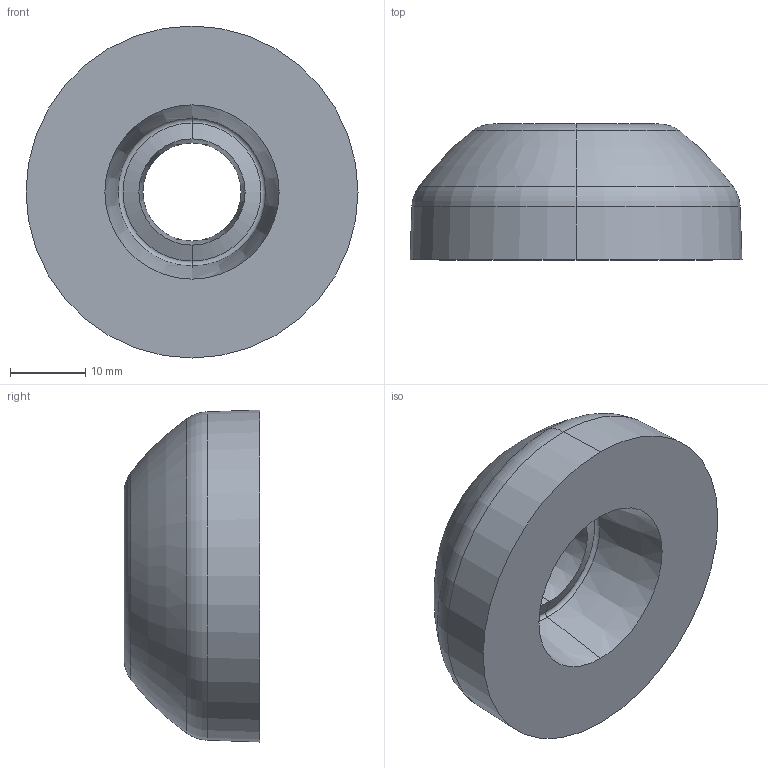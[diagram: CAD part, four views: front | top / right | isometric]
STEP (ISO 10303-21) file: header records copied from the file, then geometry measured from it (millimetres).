
FILE_DESCRIPTION (( 'STEP AP214' ), '1' );
FILE_NAME ('098a045zs.STEP', '2014-08-12T08:31:52', ( '' ), ( '' ), 'SwSTEP 2.0', 'SolidWorks 2014', '' );
FILE_SCHEMA (( 'AUTOMOTIVE_DESIGN' ));
Length unit declared in the file: millimetre
Products named in the file (1): 098a045zs
Bounding box: 44 x 18 x 44 mm (x, y, z)
Volume: 17240.9 mm3; surface area: 5197.1 mm2
Topology: 1 solids, 1 shells, 19 faces, 42 edges, 24 vertices
Faces by surface type: torus 8, cone 8, sphere 2, plane 1
Entity records: 572 total; most frequent: DIRECTION 116, CARTESIAN_POINT 86, ORIENTED_EDGE 84, AXIS2_PLACEMENT_3D 54, EDGE_CURVE 42, CIRCLE 34, VERTEX_POINT 24, EDGE_LOOP 20
